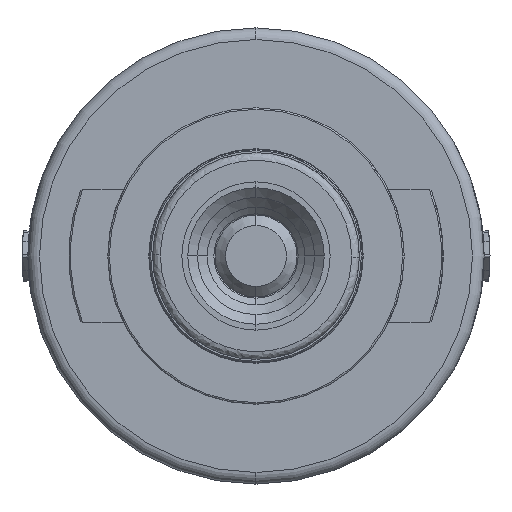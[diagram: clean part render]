
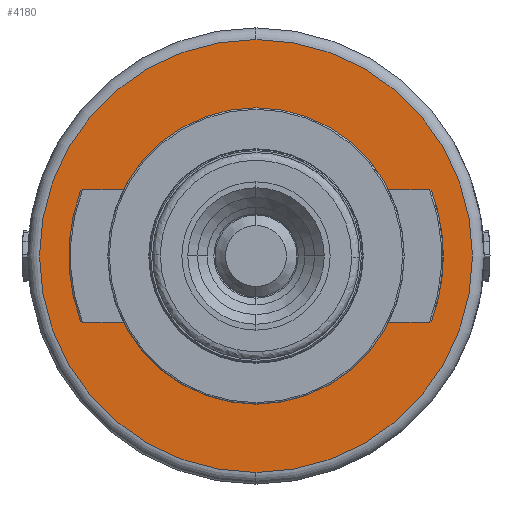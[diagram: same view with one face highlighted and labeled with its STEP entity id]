
A CAD part, left-side view. The second image highlights one B-rep face of the part: STEP entity #4180.
In plain terms, the highlighted face is planar.
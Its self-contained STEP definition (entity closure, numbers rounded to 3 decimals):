
#276 = VERTEX_POINT ( 'NONE', #21623 ) ;
#1253 = DIRECTION ( 'NONE',  ( 1., 0., 0. ) ) ;
#1479 = CARTESIAN_POINT ( 'NONE',  ( -1.181, 0., -5.55 ) ) ;
#2202 = CARTESIAN_POINT ( 'NONE',  ( -1.181, 0., 0. ) ) ;
#3608 = CARTESIAN_POINT ( 'NONE',  ( -1.181, 0., 0. ) ) ;
#4180 = ADVANCED_FACE ( 'NONE', ( #23297, #24785 ), #6017, .T. ) ;
#4384 = DIRECTION ( 'NONE',  ( 0., 0., -1. ) ) ;
#4984 = ORIENTED_EDGE ( 'NONE', *, *, #20317, .T. ) ;
#5346 = AXIS2_PLACEMENT_3D ( 'NONE', #17054, #19275, #5869 ) ;
#5869 = DIRECTION ( 'NONE',  ( 0., 0., -1. ) ) ;
#6017 = PLANE ( 'NONE',  #22791 ) ;
#6403 = CIRCLE ( 'NONE', #15999, 5.55 ) ;
#6469 = DIRECTION ( 'NONE',  ( 1., 0., 0. ) ) ;
#6811 = VERTEX_POINT ( 'NONE', #22737 ) ;
#8824 = VERTEX_POINT ( 'NONE', #21670 ) ;
#8947 = EDGE_CURVE ( 'NONE', #6811, #8824, #12927, .T. ) ;
#9805 = CIRCLE ( 'NONE', #5346, 5.55 ) ;
#11008 = CIRCLE ( 'NONE', #12862, 3.8 ) ;
#12045 = EDGE_CURVE ( 'NONE', #8824, #6811, #11008, .T. ) ;
#12862 = AXIS2_PLACEMENT_3D ( 'NONE', #3608, #15330, #15003 ) ;
#12927 = CIRCLE ( 'NONE', #23783, 3.8 ) ;
#14851 = DIRECTION ( 'NONE',  ( 0., 0., -1. ) ) ;
#15003 = DIRECTION ( 'NONE',  ( 0., 0., -1. ) ) ;
#15330 = DIRECTION ( 'NONE',  ( 1., 0., 0. ) ) ;
#15341 = EDGE_CURVE ( 'NONE', #276, #23025, #9805, .T. ) ;
#15999 = AXIS2_PLACEMENT_3D ( 'NONE', #17841, #6469, #4384 ) ;
#17054 = CARTESIAN_POINT ( 'NONE',  ( -1.181, 0., 0. ) ) ;
#17841 = CARTESIAN_POINT ( 'NONE',  ( -1.181, 0., 0. ) ) ;
#17876 = DIRECTION ( 'NONE',  ( 1., 0., 0. ) ) ;
#18840 = ORIENTED_EDGE ( 'NONE', *, *, #12045, .F. ) ;
#18861 = ORIENTED_EDGE ( 'NONE', *, *, #8947, .F. ) ;
#19275 = DIRECTION ( 'NONE',  ( 1., 0., 0. ) ) ;
#19829 = DIRECTION ( 'NONE',  ( 0., 0., -1. ) ) ;
#20317 = EDGE_CURVE ( 'NONE', #23025, #276, #6403, .T. ) ;
#21459 = EDGE_LOOP ( 'NONE', ( #4984, #21664 ) ) ;
#21623 = CARTESIAN_POINT ( 'NONE',  ( -1.181, 0., 5.55 ) ) ;
#21664 = ORIENTED_EDGE ( 'NONE', *, *, #15341, .T. ) ;
#21670 = CARTESIAN_POINT ( 'NONE',  ( -1.181, 0., 3.8 ) ) ;
#22737 = CARTESIAN_POINT ( 'NONE',  ( -1.181, 0., -3.8 ) ) ;
#22791 = AXIS2_PLACEMENT_3D ( 'NONE', #2202, #17876, #19829 ) ;
#23025 = VERTEX_POINT ( 'NONE', #1479 ) ;
#23297 = FACE_OUTER_BOUND ( 'NONE', #21459, .T. ) ;
#23783 = AXIS2_PLACEMENT_3D ( 'NONE', #24441, #1253, #14851 ) ;
#24441 = CARTESIAN_POINT ( 'NONE',  ( -1.181, 0., 0. ) ) ;
#24687 = EDGE_LOOP ( 'NONE', ( #18861, #18840 ) ) ;
#24785 = FACE_BOUND ( 'NONE', #24687, .T. ) ;
